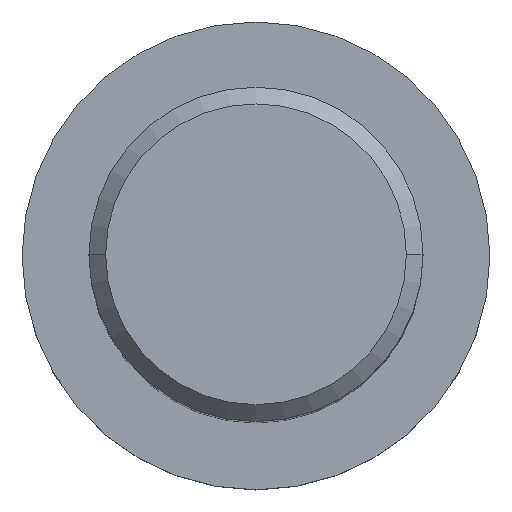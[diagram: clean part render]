
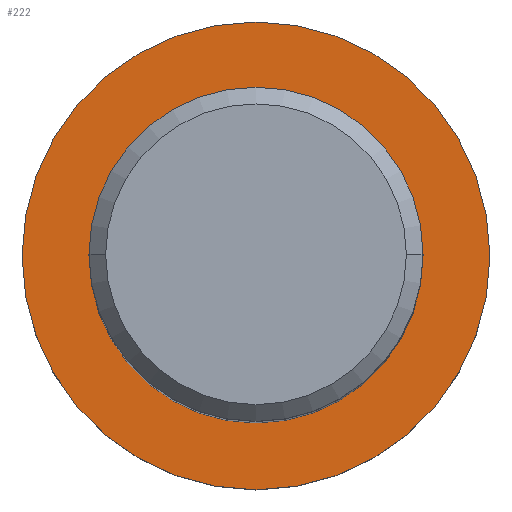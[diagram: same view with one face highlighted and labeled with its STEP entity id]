
A CAD part, top view. The second image highlights one B-rep face of the part: STEP entity #222.
In plain terms, the highlighted planar face has unit normal (0, 0, 1).
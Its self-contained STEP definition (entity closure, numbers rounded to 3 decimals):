
#19=CARTESIAN_POINT('',(0.,0.,3.));
#20=DIRECTION('',(0.,0.,1.));
#21=DIRECTION('',(1.,0.,0.));
#22=AXIS2_PLACEMENT_3D('',#19,#20,#21);
#24=CARTESIAN_POINT('',(0.,0.,3.));
#25=DIRECTION('',(0.,0.,1.));
#26=DIRECTION('',(-1.,0.,0.));
#27=AXIS2_PLACEMENT_3D('',#24,#25,#26);
#29=CARTESIAN_POINT('',(0.,0.,3.));
#30=DIRECTION('',(0.,0.,1.));
#31=DIRECTION('',(1.,0.,0.));
#32=AXIS2_PLACEMENT_3D('',#29,#30,#31);
#34=CARTESIAN_POINT('',(0.,0.,3.));
#35=DIRECTION('',(0.,0.,1.));
#36=DIRECTION('',(-1.,0.,0.));
#37=AXIS2_PLACEMENT_3D('',#34,#35,#36);
#135=CARTESIAN_POINT('',(7.,0.,3.));
#136=CARTESIAN_POINT('',(-7.,0.,3.));
#137=VERTEX_POINT('',#135);
#138=VERTEX_POINT('',#136);
#143=CARTESIAN_POINT('',(5.,0.,3.));
#144=CARTESIAN_POINT('',(-5.,0.,3.));
#145=VERTEX_POINT('',#143);
#146=VERTEX_POINT('',#144);
#207=CARTESIAN_POINT('',(0.,0.,3.));
#208=DIRECTION('',(0.,0.,1.));
#209=DIRECTION('',(1.,0.,0.));
#210=AXIS2_PLACEMENT_3D('',#207,#208,#209);
#211=PLANE('',#210);
#212=ORIENTED_EDGE('',*,*,#187,.F.);
#213=ORIENTED_EDGE('',*,*,#201,.F.);
#214=EDGE_LOOP('',(#212,#213));
#215=FACE_OUTER_BOUND('',#214,.F.);
#217=ORIENTED_EDGE('',*,*,#216,.T.);
#219=ORIENTED_EDGE('',*,*,#218,.T.);
#220=EDGE_LOOP('',(#217,#219));
#221=FACE_BOUND('',#220,.F.);
#222=ADVANCED_FACE('',(#215,#221),#211,.T.);
#23=CIRCLE('',#22,7.);
#28=CIRCLE('',#27,7.);
#33=CIRCLE('',#32,5.);
#38=CIRCLE('',#37,5.);
#187=EDGE_CURVE('',#137,#138,#23,.T.);
#201=EDGE_CURVE('',#138,#137,#28,.T.);
#216=EDGE_CURVE('',#145,#146,#33,.T.);
#218=EDGE_CURVE('',#146,#145,#38,.T.);
